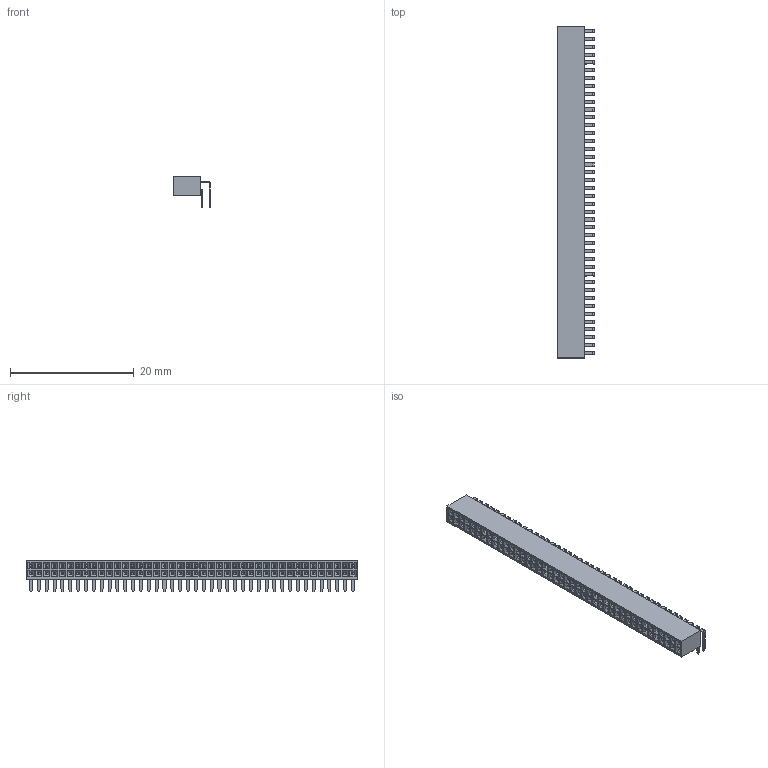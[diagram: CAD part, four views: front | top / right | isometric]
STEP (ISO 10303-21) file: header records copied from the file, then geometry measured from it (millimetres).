
FILE_DESCRIPTION(/* description */ ('model of PinSocket_2x42_P1.27mm_Horizontal'),/* implementation_level */ '2;1');
FILE_NAME(/* name */ 'PinSocket_2x42_P1.27mm_Horizontal.step',/* time_stamp */ '1970-01-01T00:00:00',/* author */ ('KiCAD','kicad'),/* organization */ ('OCCT'),/* preprocessor_version */ '',/* originating_system */ 'KiCAD',/* authorisation */ '');
FILE_SCHEMA(('AUTOMOTIVE_DESIGN { 1 0 10303 214 1 1 1 1 }'));
Length unit declared in the file: millimetre
Products named in the file (1): PinSocket_2x42_P1.27mm_Horizontal
Bounding box: 5.89 x 53.69 x 5.12 mm (x, y, z)
Volume: 663.4 mm3; surface area: 1965.5 mm2
Topology: 1 solids, 1 shells, 2530 faces, 6744 edges, 4384 vertices
Faces by surface type: plane 2362, cylinder 168
Entity records: 49823 total; most frequent: ORIENTED_EDGE 10116, EDGE_CURVE 6744, CARTESIAN_POINT 6320, LINE 6070, VERTEX_POINT 4384, FACE_BOUND 2698, EDGE_LOOP 2698, ADVANCED_FACE 2530
